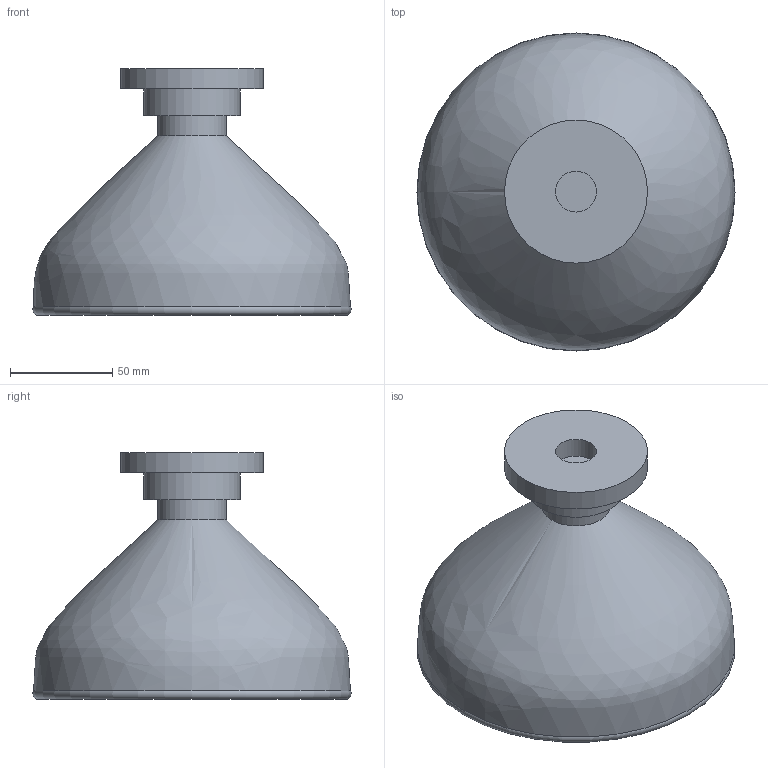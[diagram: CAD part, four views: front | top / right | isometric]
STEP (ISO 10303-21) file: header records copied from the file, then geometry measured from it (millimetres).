
FILE_DESCRIPTION(/* description */ (''),/* implementation_level */ '2;1');
FILE_NAME(/* name */ 'Gripper.step',/* time_stamp */ '2023-12-01T13:57:13-05:00',/* author */ (''),/* organization */ (''),/* preprocessor_version */ 'ST-DEVELOPER v20',/* originating_system */ 'Autodesk Translation Framework v12.14.0.127',/* authorisation */ '');
FILE_SCHEMA (('AUTOMOTIVE_DESIGN { 1 0 10303 214 3 1 1 }'));
Length unit declared in the file: millimetre
Products named in the file (1): Gripper
Bounding box: 155.66 x 155.66 x 120.83 mm (x, y, z)
Volume: 259495.1 mm3; surface area: 87354.7 mm2
Topology: 1 solids, 1 shells, 13 faces, 24 edges, 16 vertices
Faces by surface type: plane 5, cylinder 5, bspline 2, torus 1
Full cylindrical faces by diameter (mm): 19.999 x1, 20 x1, 33.32 x1, 47 x1, 70 x1
Entity records: 410 total; most frequent: CARTESIAN_POINT 110, DIRECTION 63, ORIENTED_EDGE 48, AXIS2_PLACEMENT_3D 29, EDGE_CURVE 24, CIRCLE 17, EDGE_LOOP 16, VERTEX_POINT 16
